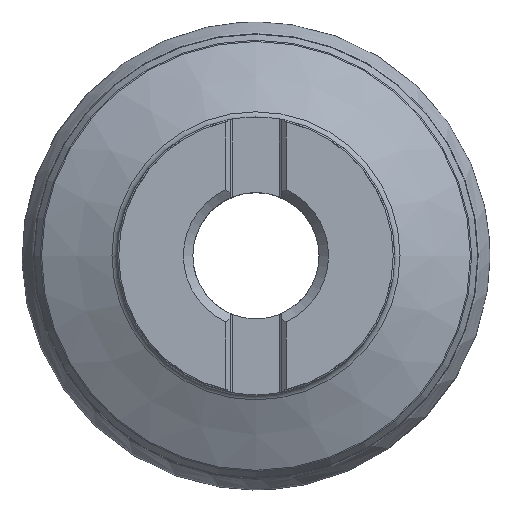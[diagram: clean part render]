
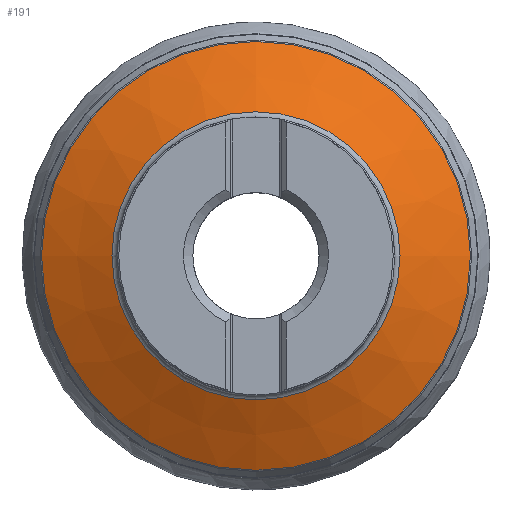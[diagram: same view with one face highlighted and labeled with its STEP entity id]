
A CAD part, top view. The second image highlights one B-rep face of the part: STEP entity #191.
In plain terms, the highlighted conical face has half-angle 63.297 degrees and reference radius 44 mm.
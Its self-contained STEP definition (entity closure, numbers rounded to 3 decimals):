
#115=CONICAL_SURFACE('',#985,44.,63.297);
#191=ADVANCED_FACE('S9',(#312,#313),#115,.T.);
#312=FACE_BOUND('',#371,.T.);
#313=FACE_BOUND('',#372,.T.);
#371=EDGE_LOOP('',(#482));
#372=EDGE_LOOP('',(#483));
#482=ORIENTED_EDGE('',*,*,#733,.T.);
#483=ORIENTED_EDGE('',*,*,#734,.T.);
#658=VERTEX_POINT('',#1535);
#659=VERTEX_POINT('',#1537);
#733=EDGE_CURVE('',#658,#658,#793,.T.);
#734=EDGE_CURVE('',#659,#659,#794,.T.);
#793=CIRCLE('',#983,67.954);
#794=CIRCLE('',#984,45.652);
#983=AXIS2_PLACEMENT_3D('',#1534,#1160,#1161);
#984=AXIS2_PLACEMENT_3D('',#1536,#1162,#1163);
#985=AXIS2_PLACEMENT_3D('',#1538,#1164,#1165);
#1160=DIRECTION('',(0.,0.,1.));
#1161=DIRECTION('',(0.,1.,0.));
#1162=DIRECTION('',(0.,0.,-1.));
#1163=DIRECTION('',(0.,-1.,0.));
#1164=DIRECTION('',(0.,0.,-1.));
#1165=DIRECTION('',(0.,-1.,0.));
#1534=CARTESIAN_POINT('',(0.,0.,-32.049));
#1535=CARTESIAN_POINT('',(0.,67.954,-32.049));
#1536=CARTESIAN_POINT('',(0.,0.,-20.831));
#1537=CARTESIAN_POINT('',(0.,-45.652,-20.831));
#1538=CARTESIAN_POINT('',(0.,0.,-20.));
